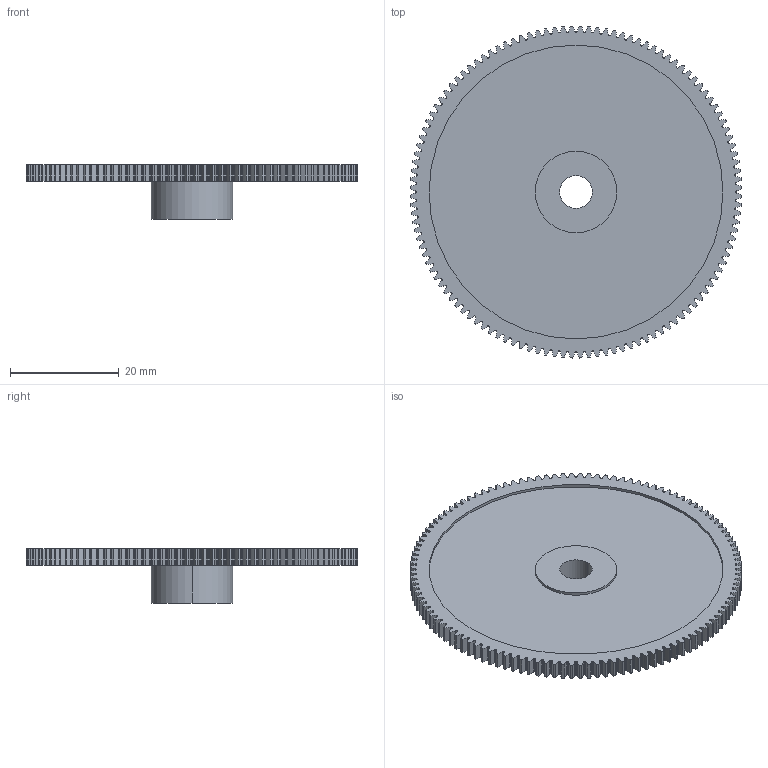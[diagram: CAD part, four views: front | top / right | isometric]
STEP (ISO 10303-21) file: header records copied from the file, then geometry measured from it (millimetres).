
FILE_DESCRIPTION (( 'STEP AP214' ), '1' );
FILE_NAME ('119-005-120.step', '2010-07-19T13:49:55', ( 'WMH Herion Antriebstechnik GmbH' ), ( 'WMH Herion Antriebstechnik GmbH' ), 'SwSTEP 2.0', 'SolidWorks 2010', '' );
FILE_SCHEMA (( 'AUTOMOTIVE_DESIGN' ));
Length unit declared in the file: millimetre
Products named in the file (1): 119-005-120
Bounding box: 60.99 x 60.99 x 10 mm (x, y, z)
Volume: 7306.6 mm3; surface area: 7430.9 mm2
Topology: 1 solids, 1 shells, 791 faces, 2355 edges, 1570 vertices
Faces by surface type: cylinder 785, plane 6
Entity records: 27577 total; most frequent: DIRECTION 5509, CARTESIAN_POINT 4717, ORIENTED_EDGE 4710, AXIS2_PLACEMENT_3D 2362, EDGE_CURVE 2355, CIRCLE 1570, VERTEX_POINT 1570, EDGE_LOOP 797
